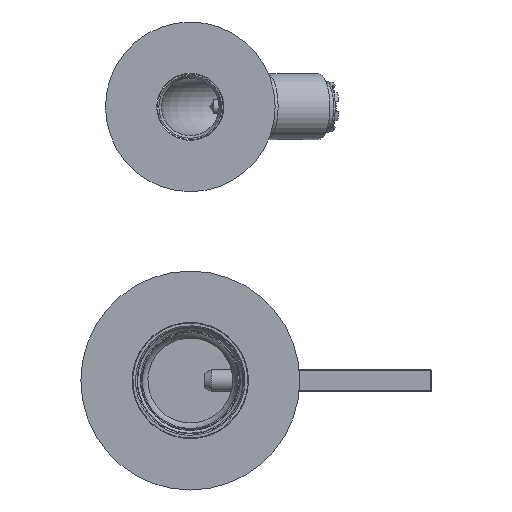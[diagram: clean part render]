
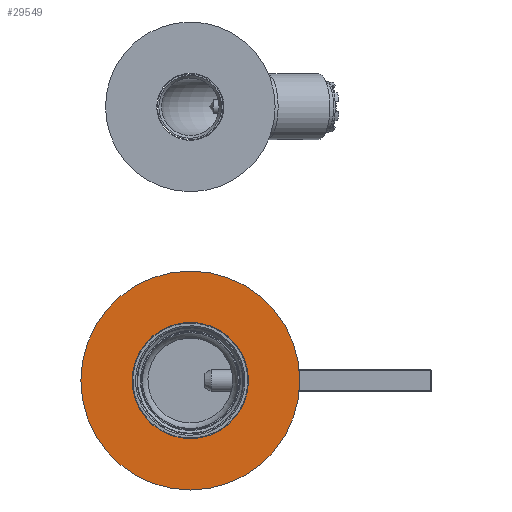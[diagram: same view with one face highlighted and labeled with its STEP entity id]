
A CAD part, left-side view. The second image highlights one B-rep face of the part: STEP entity #29549.
In plain terms, the highlighted planar face has unit normal (-1, 0, 0).
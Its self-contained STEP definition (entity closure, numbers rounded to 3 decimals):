
#14 = CARTESIAN_POINT ( 'NONE',  ( 19.5, 0., 0. ) ) ;
#196 = CARTESIAN_POINT ( 'NONE',  ( 19.5, 0., 40. ) ) ;
#2127 = AXIS2_PLACEMENT_3D ( 'NONE', #17779, #4124, #29073 ) ;
#4124 = DIRECTION ( 'NONE',  ( 1., 0., 0. ) ) ;
#6171 = AXIS2_PLACEMENT_3D ( 'NONE', #14, #23097, #14379 ) ;
#6717 = VERTEX_POINT ( 'NONE', #23453 ) ;
#9560 = EDGE_CURVE ( 'NONE', #22762, #22762, #16577, .T. ) ;
#10288 = CIRCLE ( 'NONE', #2127, 21.25 ) ;
#10744 = AXIS2_PLACEMENT_3D ( 'NONE', #26598, #27324, #35689 ) ;
#11122 = FACE_BOUND ( 'NONE', #13467, .T. ) ;
#13467 = EDGE_LOOP ( 'NONE', ( #20904 ) ) ;
#14379 = DIRECTION ( 'NONE',  ( 0., 0., 1. ) ) ;
#16577 = CIRCLE ( 'NONE', #10744, 40. ) ;
#17779 = CARTESIAN_POINT ( 'NONE',  ( 19.5, 0., 0. ) ) ;
#19303 = PLANE ( 'NONE',  #6171 ) ;
#20723 = ORIENTED_EDGE ( 'NONE', *, *, #9560, .T. ) ;
#20904 = ORIENTED_EDGE ( 'NONE', *, *, #25682, .T. ) ;
#22762 = VERTEX_POINT ( 'NONE', #196 ) ;
#23097 = DIRECTION ( 'NONE',  ( -1., 0., 0. ) ) ;
#23453 = CARTESIAN_POINT ( 'NONE',  ( 19.5, 0., -21.25 ) ) ;
#25682 = EDGE_CURVE ( 'NONE', #6717, #6717, #10288, .T. ) ;
#26598 = CARTESIAN_POINT ( 'NONE',  ( 19.5, 0., 0. ) ) ;
#27324 = DIRECTION ( 'NONE',  ( -1., 0., 0. ) ) ;
#27483 = FACE_OUTER_BOUND ( 'NONE', #32825, .T. ) ;
#29073 = DIRECTION ( 'NONE',  ( 0., 0., -1. ) ) ;
#29549 = ADVANCED_FACE ( 'NONE', ( #11122, #27483 ), #19303, .T. ) ;
#32825 = EDGE_LOOP ( 'NONE', ( #20723 ) ) ;
#35689 = DIRECTION ( 'NONE',  ( 0., 0., 1. ) ) ;
